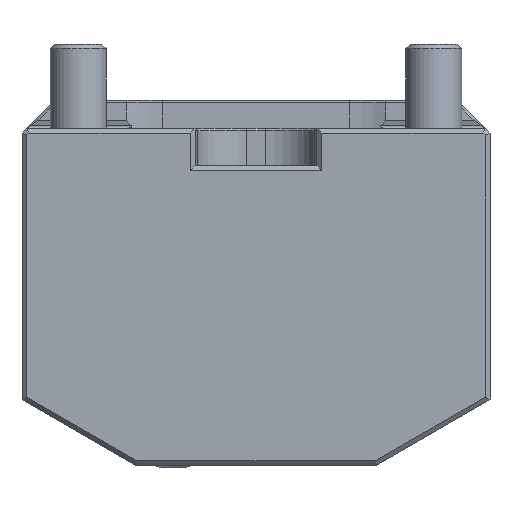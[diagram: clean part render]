
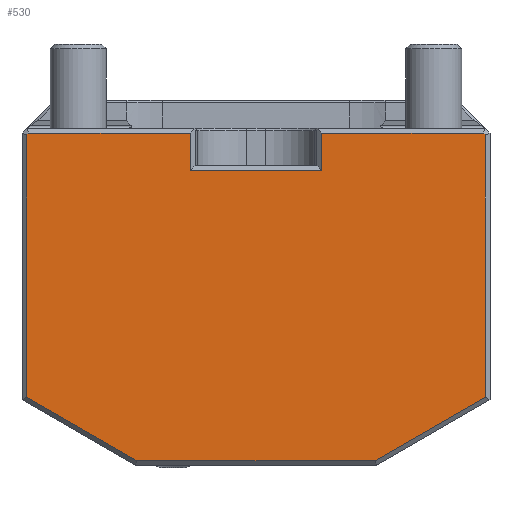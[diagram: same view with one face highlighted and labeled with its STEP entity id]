
A CAD part, left-side view. The second image highlights one B-rep face of the part: STEP entity #530.
In plain terms, the highlighted planar face has unit normal (-1, 0, 0).
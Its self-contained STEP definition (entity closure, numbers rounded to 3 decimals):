
#57=LINE('',#3054,#235);
#72=LINE('',#3084,#250);
#87=LINE('',#3116,#265);
#88=LINE('',#3118,#266);
#89=LINE('',#3120,#267);
#90=LINE('',#3122,#268);
#91=LINE('',#3124,#269);
#92=LINE('',#3126,#270);
#93=LINE('',#3128,#271);
#94=LINE('',#3130,#272);
#95=LINE('',#3132,#273);
#96=LINE('',#3134,#274);
#235=VECTOR('',#2262,1.);
#250=VECTOR('',#2287,1.);
#265=VECTOR('',#2316,1.);
#266=VECTOR('',#2319,1.);
#267=VECTOR('',#2320,1.);
#268=VECTOR('',#2321,1.);
#269=VECTOR('',#2322,1.);
#270=VECTOR('',#2323,1.);
#271=VECTOR('',#2324,1.);
#272=VECTOR('',#2325,1.);
#273=VECTOR('',#2326,1.);
#274=VECTOR('',#2327,1.);
#530=ADVANCED_FACE('',(#732),#645,.T.);
#645=PLANE('',#2045);
#732=FACE_OUTER_BOUND('',#851,.T.);
#851=EDGE_LOOP('',(#1071,#1072,#1073,#1074,#1075,#1076,#1077,#1078,#1079,
#1080,#1081,#1082));
#1071=ORIENTED_EDGE('',*,*,#1730,.T.);
#1072=ORIENTED_EDGE('',*,*,#1713,.T.);
#1073=ORIENTED_EDGE('',*,*,#1698,.T.);
#1074=ORIENTED_EDGE('',*,*,#1729,.T.);
#1075=ORIENTED_EDGE('',*,*,#1731,.T.);
#1076=ORIENTED_EDGE('',*,*,#1732,.T.);
#1077=ORIENTED_EDGE('',*,*,#1733,.T.);
#1078=ORIENTED_EDGE('',*,*,#1734,.T.);
#1079=ORIENTED_EDGE('',*,*,#1735,.T.);
#1080=ORIENTED_EDGE('',*,*,#1736,.T.);
#1081=ORIENTED_EDGE('',*,*,#1737,.T.);
#1082=ORIENTED_EDGE('',*,*,#1738,.T.);
#1524=VERTEX_POINT('',#3053);
#1525=VERTEX_POINT('',#3055);
#1534=VERTEX_POINT('',#3083);
#1544=VERTEX_POINT('',#3115);
#1545=VERTEX_POINT('',#3119);
#1546=VERTEX_POINT('',#3121);
#1547=VERTEX_POINT('',#3123);
#1548=VERTEX_POINT('',#3125);
#1549=VERTEX_POINT('',#3127);
#1550=VERTEX_POINT('',#3129);
#1551=VERTEX_POINT('',#3131);
#1552=VERTEX_POINT('',#3133);
#1698=EDGE_CURVE('',#1525,#1524,#57,.T.);
#1713=EDGE_CURVE('',#1534,#1525,#72,.T.);
#1729=EDGE_CURVE('',#1524,#1544,#87,.T.);
#1730=EDGE_CURVE('',#1545,#1534,#88,.T.);
#1731=EDGE_CURVE('',#1544,#1546,#89,.T.);
#1732=EDGE_CURVE('',#1546,#1547,#90,.T.);
#1733=EDGE_CURVE('',#1547,#1548,#91,.T.);
#1734=EDGE_CURVE('',#1548,#1549,#92,.T.);
#1735=EDGE_CURVE('',#1549,#1550,#93,.T.);
#1736=EDGE_CURVE('',#1550,#1551,#94,.T.);
#1737=EDGE_CURVE('',#1551,#1552,#95,.T.);
#1738=EDGE_CURVE('',#1552,#1545,#96,.T.);
#2045=AXIS2_PLACEMENT_3D('',#3135,#2328,#2329);
#2262=DIRECTION('',(0.,-1.,0.));
#2287=DIRECTION('',(0.,-0.866,-0.5));
#2316=DIRECTION('',(0.,-0.866,0.5));
#2319=DIRECTION('',(0.,0.,-1.));
#2320=DIRECTION('',(0.,0.,1.));
#2321=DIRECTION('',(0.,0.707,0.707));
#2322=DIRECTION('',(0.,1.,0.));
#2323=DIRECTION('',(0.,0.,-1.));
#2324=DIRECTION('',(0.,1.,0.));
#2325=DIRECTION('',(0.,0.,1.));
#2326=DIRECTION('',(0.,1.,0.));
#2327=DIRECTION('',(0.,0.707,-0.707));
#2328=DIRECTION('',(-1.,0.,0.));
#2329=DIRECTION('',(0.,0.,-1.));
#3053=CARTESIAN_POINT('',(-85.,-25.483,-71.));
#3054=CARTESIAN_POINT('',(-85.,-25.751,-71.));
#3055=CARTESIAN_POINT('',(-85.,25.483,-71.));
#3083=CARTESIAN_POINT('',(-85.,49.,-57.423));
#3084=CARTESIAN_POINT('',(-85.,25.251,-71.134));
#3115=CARTESIAN_POINT('',(-85.,-49.,-57.423));
#3116=CARTESIAN_POINT('',(-85.,-49.5,-57.134));
#3118=CARTESIAN_POINT('',(-85.,49.,-58.));
#3119=CARTESIAN_POINT('',(-85.,49.,-1.414));
#3120=CARTESIAN_POINT('',(-85.,-49.,-1.));
#3121=CARTESIAN_POINT('',(-85.,-49.,-1.414));
#3122=CARTESIAN_POINT('',(-85.,-48.293,-0.707));
#3123=CARTESIAN_POINT('',(-85.,-48.586,-1.));
#3124=CARTESIAN_POINT('',(-85.,-50.,-1.));
#3125=CARTESIAN_POINT('',(-85.,-14.,-1.));
#3126=CARTESIAN_POINT('',(-85.,-14.,6.));
#3127=CARTESIAN_POINT('',(-85.,-14.,-9.));
#3128=CARTESIAN_POINT('',(-85.,13.,-9.));
#3129=CARTESIAN_POINT('',(-85.,14.,-9.));
#3130=CARTESIAN_POINT('',(-85.,14.,6.));
#3131=CARTESIAN_POINT('',(-85.,14.,-1.));
#3132=CARTESIAN_POINT('',(-85.,-50.,-1.));
#3133=CARTESIAN_POINT('',(-85.,48.586,-1.));
#3134=CARTESIAN_POINT('',(-85.,-4.207,51.793));
#3135=CARTESIAN_POINT('',(-85.,29.033,-25.));
